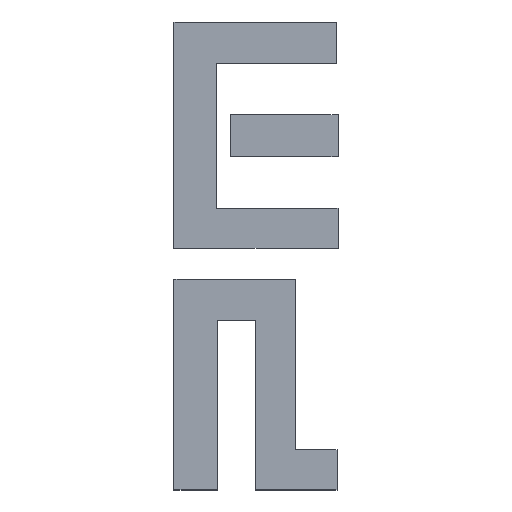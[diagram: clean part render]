
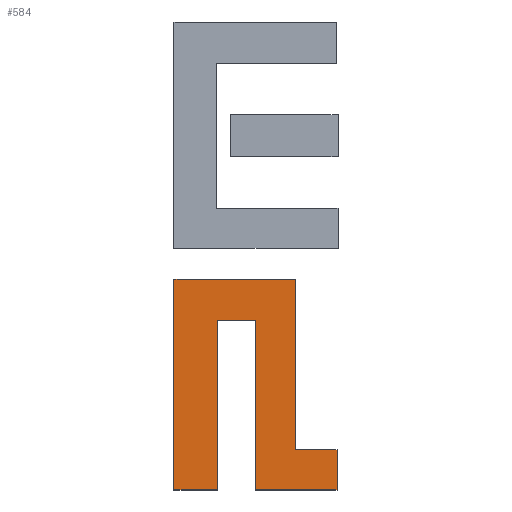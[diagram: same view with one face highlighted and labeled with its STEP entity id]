
A CAD part, top view. The second image highlights one B-rep face of the part: STEP entity #584.
In plain terms, the highlighted planar face has unit normal (0, 0, 1).
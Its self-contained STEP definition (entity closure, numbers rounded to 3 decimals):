
#126=FACE_OUTER_BOUND('',#154,.T.);
#154=EDGE_LOOP('',(#510,#511,#512,#513,#514,#515,#516,#517,#518,#519));
#194=LINE('',#886,#260);
#197=LINE('',#892,#263);
#200=LINE('',#898,#266);
#203=LINE('',#904,#269);
#206=LINE('',#910,#272);
#209=LINE('',#916,#275);
#212=LINE('',#922,#278);
#215=LINE('',#928,#281);
#218=LINE('',#934,#284);
#221=LINE('',#938,#287);
#260=VECTOR('',#726,10.);
#263=VECTOR('',#731,10.);
#266=VECTOR('',#736,10.);
#269=VECTOR('',#741,10.);
#272=VECTOR('',#746,10.);
#275=VECTOR('',#751,10.);
#278=VECTOR('',#756,10.);
#281=VECTOR('',#761,10.);
#284=VECTOR('',#766,10.);
#287=VECTOR('',#771,10.);
#314=VERTEX_POINT('',#883);
#315=VERTEX_POINT('',#885);
#317=VERTEX_POINT('',#891);
#319=VERTEX_POINT('',#897);
#321=VERTEX_POINT('',#903);
#323=VERTEX_POINT('',#909);
#325=VERTEX_POINT('',#915);
#327=VERTEX_POINT('',#921);
#329=VERTEX_POINT('',#927);
#331=VERTEX_POINT('',#933);
#370=EDGE_CURVE('',#315,#314,#194,.T.);
#373=EDGE_CURVE('',#317,#315,#197,.T.);
#376=EDGE_CURVE('',#319,#317,#200,.T.);
#379=EDGE_CURVE('',#321,#319,#203,.T.);
#382=EDGE_CURVE('',#323,#321,#206,.T.);
#385=EDGE_CURVE('',#325,#323,#209,.T.);
#388=EDGE_CURVE('',#327,#325,#212,.T.);
#391=EDGE_CURVE('',#329,#327,#215,.T.);
#394=EDGE_CURVE('',#331,#329,#218,.T.);
#397=EDGE_CURVE('',#314,#331,#221,.T.);
#510=ORIENTED_EDGE('',*,*,#397,.T.);
#511=ORIENTED_EDGE('',*,*,#394,.T.);
#512=ORIENTED_EDGE('',*,*,#391,.T.);
#513=ORIENTED_EDGE('',*,*,#388,.T.);
#514=ORIENTED_EDGE('',*,*,#385,.T.);
#515=ORIENTED_EDGE('',*,*,#382,.T.);
#516=ORIENTED_EDGE('',*,*,#379,.T.);
#517=ORIENTED_EDGE('',*,*,#376,.T.);
#518=ORIENTED_EDGE('',*,*,#373,.T.);
#519=ORIENTED_EDGE('',*,*,#370,.T.);
#556=PLANE('',#637);
#584=ADVANCED_FACE('',(#126),#556,.T.);
#637=AXIS2_PLACEMENT_3D('',#939,#772,#773);
#726=DIRECTION('',(0.,-1.,0.));
#731=DIRECTION('',(1.,0.,0.));
#736=DIRECTION('',(0.,1.,0.));
#741=DIRECTION('',(1.,0.,0.));
#746=DIRECTION('',(0.,-1.,0.));
#751=DIRECTION('',(-1.,0.,0.));
#756=DIRECTION('',(0.,1.,0.));
#761=DIRECTION('',(-1.,0.,0.));
#766=DIRECTION('',(0.,1.,0.));
#771=DIRECTION('',(1.,0.,0.));
#772=DIRECTION('center_axis',(0.,0.,1.));
#773=DIRECTION('ref_axis',(1.,0.,0.));
#883=CARTESIAN_POINT('',(-29.3,-16.559,1.2));
#885=CARTESIAN_POINT('',(-29.3,-4.045,1.2));
#886=CARTESIAN_POINT('',(-29.3,-4.045,1.2));
#891=CARTESIAN_POINT('',(-32.127,-4.045,1.2));
#892=CARTESIAN_POINT('',(-32.127,-4.045,1.2));
#897=CARTESIAN_POINT('',(-32.127,-16.559,1.2));
#898=CARTESIAN_POINT('',(-32.127,-16.559,1.2));
#903=CARTESIAN_POINT('',(-35.302,-16.559,1.2));
#904=CARTESIAN_POINT('',(-35.302,-16.559,1.2));
#909=CARTESIAN_POINT('',(-35.302,-1.009,1.2));
#910=CARTESIAN_POINT('',(-35.302,-1.009,1.2));
#915=CARTESIAN_POINT('',(-26.352,-1.009,1.2));
#916=CARTESIAN_POINT('',(-26.352,-1.009,1.2));
#921=CARTESIAN_POINT('',(-26.352,-13.61,1.2));
#922=CARTESIAN_POINT('',(-26.352,-13.61,1.2));
#927=CARTESIAN_POINT('',(-23.276,-13.61,1.2));
#928=CARTESIAN_POINT('',(-23.276,-13.61,1.2));
#933=CARTESIAN_POINT('',(-23.276,-16.559,1.2));
#934=CARTESIAN_POINT('',(-23.276,-16.559,1.2));
#938=CARTESIAN_POINT('',(-29.3,-16.559,1.2));
#939=CARTESIAN_POINT('Origin',(-29.289,-8.784,1.2));
